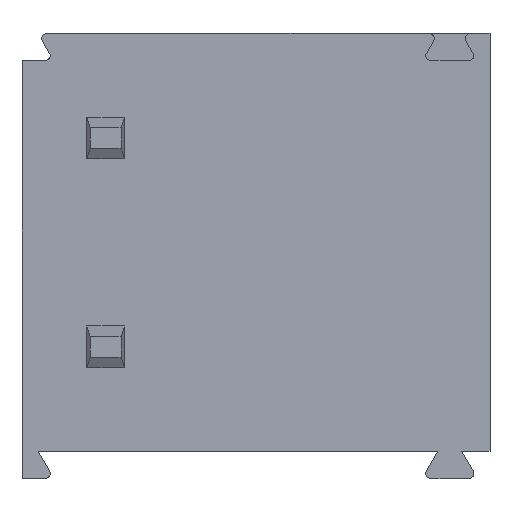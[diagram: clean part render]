
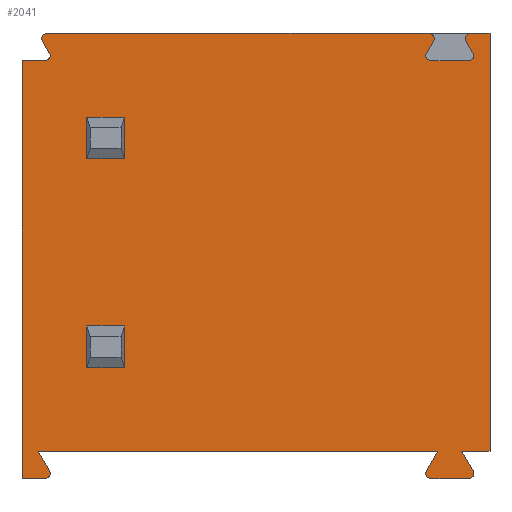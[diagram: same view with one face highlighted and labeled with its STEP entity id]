
A CAD part, front view. The second image highlights one B-rep face of the part: STEP entity #2041.
In plain terms, the highlighted planar face has unit normal (0, -1, 0).
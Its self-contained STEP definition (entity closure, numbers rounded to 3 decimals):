
#14=DIRECTION('',(1.,0.,0.));
#15=VECTOR('',#14,9.564);
#16=CARTESIAN_POINT('',(-5.214,-8.7,-7.5));
#17=LINE('',#16,#15);
#30=DIRECTION('',(1.,0.,0.));
#31=VECTOR('',#30,0.677);
#32=CARTESIAN_POINT('',(4.923,-8.7,-7.5));
#33=LINE('',#32,#31);
#263=DIRECTION('',(0.,0.,1.));
#264=VECTOR('',#263,10.);
#265=CARTESIAN_POINT('',(5.6,-8.7,-7.5));
#266=LINE('',#265,#264);
#283=DIRECTION('',(-0.5,0.,0.866));
#284=VECTOR('',#283,0.543);
#285=CARTESIAN_POINT('',(5.195,-8.7,-7.97));
#286=LINE('',#285,#284);
#287=CARTESIAN_POINT('',(5.091,-8.7,-8.03));
#288=DIRECTION('',(0.,-1.,0.));
#289=DIRECTION('',(0.,0.,-1.));
#290=AXIS2_PLACEMENT_3D('',#287,#288,#289);
#292=DIRECTION('',(1.,0.,0.));
#293=VECTOR('',#292,0.908);
#294=CARTESIAN_POINT('',(4.183,-8.7,-8.15));
#295=LINE('',#294,#293);
#296=CARTESIAN_POINT('',(4.183,-8.7,-8.03));
#297=DIRECTION('',(0.,-1.,0.));
#298=DIRECTION('',(-0.866,0.,0.5));
#299=AXIS2_PLACEMENT_3D('',#296,#297,#298);
#301=DIRECTION('',(-0.5,0.,-0.866));
#302=VECTOR('',#301,0.543);
#303=CARTESIAN_POINT('',(4.35,-8.7,-7.5));
#304=LINE('',#303,#302);
#305=DIRECTION('',(-0.5,0.,0.866));
#306=VECTOR('',#305,0.543);
#307=CARTESIAN_POINT('',(-4.942,-8.7,-7.97));
#308=LINE('',#307,#306);
#309=CARTESIAN_POINT('',(-5.046,-8.7,-8.03));
#310=DIRECTION('',(0.,-1.,0.));
#311=DIRECTION('',(0.,0.,-1.));
#312=AXIS2_PLACEMENT_3D('',#309,#310,#311);
#314=DIRECTION('',(1.,0.,0.));
#315=VECTOR('',#314,0.554);
#316=CARTESIAN_POINT('',(-5.6,-8.7,-8.15));
#317=LINE('',#316,#315);
#318=DIRECTION('',(1.,0.,0.));
#319=VECTOR('',#318,0.554);
#320=CARTESIAN_POINT('',(-5.6,-8.7,1.85));
#321=LINE('',#320,#319);
#322=CARTESIAN_POINT('',(-5.046,-8.7,1.97));
#323=DIRECTION('',(0.,-1.,0.));
#324=DIRECTION('',(0.,0.,-1.));
#325=AXIS2_PLACEMENT_3D('',#322,#323,#324);
#327=DIRECTION('',(-0.5,0.,0.866));
#328=VECTOR('',#327,0.335);
#329=CARTESIAN_POINT('',(-4.942,-8.7,2.03));
#330=LINE('',#329,#328);
#331=CARTESIAN_POINT('',(-5.006,-8.7,2.38));
#332=DIRECTION('',(0.,-1.,0.));
#333=DIRECTION('',(0.,0.,1.));
#334=AXIS2_PLACEMENT_3D('',#331,#332,#333);
#336=CARTESIAN_POINT('',(4.142,-8.7,2.38));
#337=DIRECTION('',(0.,-1.,0.));
#338=DIRECTION('',(0.866,0.,-0.5));
#339=AXIS2_PLACEMENT_3D('',#336,#337,#338);
#341=DIRECTION('',(-0.5,0.,-0.866));
#342=VECTOR('',#341,0.335);
#343=CARTESIAN_POINT('',(4.246,-8.7,2.32));
#344=LINE('',#343,#342);
#345=CARTESIAN_POINT('',(4.183,-8.7,1.97));
#346=DIRECTION('',(0.,-1.,0.));
#347=DIRECTION('',(-0.866,0.,0.5));
#348=AXIS2_PLACEMENT_3D('',#345,#346,#347);
#350=DIRECTION('',(1.,0.,0.));
#351=VECTOR('',#350,0.908);
#352=CARTESIAN_POINT('',(4.183,-8.7,1.85));
#353=LINE('',#352,#351);
#354=CARTESIAN_POINT('',(5.091,-8.7,1.97));
#355=DIRECTION('',(0.,-1.,0.));
#356=DIRECTION('',(0.,0.,-1.));
#357=AXIS2_PLACEMENT_3D('',#354,#355,#356);
#359=DIRECTION('',(-0.5,0.,0.866));
#360=VECTOR('',#359,0.335);
#361=CARTESIAN_POINT('',(5.195,-8.7,2.03));
#362=LINE('',#361,#360);
#363=CARTESIAN_POINT('',(5.131,-8.7,2.38));
#364=DIRECTION('',(0.,-1.,0.));
#365=DIRECTION('',(0.,0.,1.));
#366=AXIS2_PLACEMENT_3D('',#363,#364,#365);
#368=DIRECTION('',(1.,0.,0.));
#369=VECTOR('',#368,0.9);
#370=CARTESIAN_POINT('',(-4.05,-8.7,-0.5));
#371=LINE('',#370,#369);
#372=DIRECTION('',(0.,0.,1.));
#373=VECTOR('',#372,1.);
#374=CARTESIAN_POINT('',(-3.15,-8.7,-0.5));
#375=LINE('',#374,#373);
#376=DIRECTION('',(1.,0.,0.));
#377=VECTOR('',#376,0.9);
#378=CARTESIAN_POINT('',(-4.05,-8.7,0.5));
#379=LINE('',#378,#377);
#380=DIRECTION('',(0.,0.,1.));
#381=VECTOR('',#380,1.);
#382=CARTESIAN_POINT('',(-4.05,-8.7,-0.5));
#383=LINE('',#382,#381);
#384=DIRECTION('',(1.,0.,0.));
#385=VECTOR('',#384,0.9);
#386=CARTESIAN_POINT('',(-4.05,-8.7,-5.5));
#387=LINE('',#386,#385);
#388=DIRECTION('',(0.,0.,1.));
#389=VECTOR('',#388,1.);
#390=CARTESIAN_POINT('',(-3.15,-8.7,-5.5));
#391=LINE('',#390,#389);
#392=DIRECTION('',(1.,0.,0.));
#393=VECTOR('',#392,0.9);
#394=CARTESIAN_POINT('',(-4.05,-8.7,-4.5));
#395=LINE('',#394,#393);
#396=DIRECTION('',(0.,0.,1.));
#397=VECTOR('',#396,1.);
#398=CARTESIAN_POINT('',(-4.05,-8.7,-5.5));
#399=LINE('',#398,#397);
#454=DIRECTION('',(0.,0.,-1.));
#455=VECTOR('',#454,10.);
#456=CARTESIAN_POINT('',(-5.6,-8.7,1.85));
#457=LINE('',#456,#455);
#478=DIRECTION('',(1.,0.,0.));
#479=VECTOR('',#478,9.148);
#480=CARTESIAN_POINT('',(-5.006,-8.7,2.5));
#481=LINE('',#480,#479);
#520=DIRECTION('',(1.,0.,0.));
#521=VECTOR('',#520,0.469);
#522=CARTESIAN_POINT('',(5.131,-8.7,2.5));
#523=LINE('',#522,#521);
#1258=CARTESIAN_POINT('',(5.6,-8.7,-7.5));
#1260=VERTEX_POINT('',#1258);
#1276=CARTESIAN_POINT('',(5.6,-8.7,2.5));
#1278=VERTEX_POINT('',#1276);
#1297=CARTESIAN_POINT('',(-5.006,-8.7,2.5));
#1299=VERTEX_POINT('',#1297);
#1300=CARTESIAN_POINT('',(5.131,-8.7,2.5));
#1301=VERTEX_POINT('',#1300);
#1302=CARTESIAN_POINT('',(4.142,-8.7,2.5));
#1303=VERTEX_POINT('',#1302);
#1312=CARTESIAN_POINT('',(-5.6,-8.7,1.85));
#1313=VERTEX_POINT('',#1312);
#1314=CARTESIAN_POINT('',(-5.046,-8.7,1.85));
#1315=CARTESIAN_POINT('',(-4.942,-8.7,2.03));
#1316=VERTEX_POINT('',#1314);
#1317=VERTEX_POINT('',#1315);
#1318=CARTESIAN_POINT('',(-5.11,-8.7,2.32));
#1319=VERTEX_POINT('',#1318);
#1320=CARTESIAN_POINT('',(5.091,-8.7,1.85));
#1321=CARTESIAN_POINT('',(5.195,-8.7,2.03));
#1322=VERTEX_POINT('',#1320);
#1323=VERTEX_POINT('',#1321);
#1324=CARTESIAN_POINT('',(5.027,-8.7,2.32));
#1325=VERTEX_POINT('',#1324);
#1326=CARTESIAN_POINT('',(4.246,-8.7,2.32));
#1327=VERTEX_POINT('',#1326);
#1328=CARTESIAN_POINT('',(4.079,-8.7,2.03));
#1329=VERTEX_POINT('',#1328);
#1330=CARTESIAN_POINT('',(4.183,-8.7,1.85));
#1331=VERTEX_POINT('',#1330);
#1332=CARTESIAN_POINT('',(-5.046,-8.7,-8.15));
#1333=CARTESIAN_POINT('',(-4.942,-8.7,-7.97));
#1334=VERTEX_POINT('',#1332);
#1335=VERTEX_POINT('',#1333);
#1336=CARTESIAN_POINT('',(-5.6,-8.7,-8.15));
#1337=VERTEX_POINT('',#1336);
#1338=CARTESIAN_POINT('',(4.079,-8.7,-7.97));
#1339=CARTESIAN_POINT('',(4.183,-8.7,-8.15));
#1340=VERTEX_POINT('',#1338);
#1341=VERTEX_POINT('',#1339);
#1342=CARTESIAN_POINT('',(5.091,-8.7,-8.15));
#1343=VERTEX_POINT('',#1342);
#1344=CARTESIAN_POINT('',(5.195,-8.7,-7.97));
#1345=VERTEX_POINT('',#1344);
#1358=CARTESIAN_POINT('',(4.923,-8.7,-7.5));
#1359=VERTEX_POINT('',#1358);
#1360=CARTESIAN_POINT('',(4.35,-8.7,-7.5));
#1361=VERTEX_POINT('',#1360);
#1362=CARTESIAN_POINT('',(-5.214,-8.7,-7.5));
#1363=VERTEX_POINT('',#1362);
#1524=CARTESIAN_POINT('',(-4.05,-8.7,-0.5));
#1525=CARTESIAN_POINT('',(-3.15,-8.7,-0.5));
#1526=VERTEX_POINT('',#1524);
#1527=VERTEX_POINT('',#1525);
#1528=CARTESIAN_POINT('',(-4.05,-8.7,0.5));
#1529=CARTESIAN_POINT('',(-3.15,-8.7,0.5));
#1530=VERTEX_POINT('',#1528);
#1531=VERTEX_POINT('',#1529);
#1564=CARTESIAN_POINT('',(-4.05,-8.7,-5.5));
#1565=CARTESIAN_POINT('',(-3.15,-8.7,-5.5));
#1566=VERTEX_POINT('',#1564);
#1567=VERTEX_POINT('',#1565);
#1568=CARTESIAN_POINT('',(-4.05,-8.7,-4.5));
#1569=CARTESIAN_POINT('',(-3.15,-8.7,-4.5));
#1570=VERTEX_POINT('',#1568);
#1571=VERTEX_POINT('',#1569);
#1968=CARTESIAN_POINT('',(-5.6,-8.7,-7.5));
#1969=DIRECTION('',(0.,-1.,0.));
#1970=DIRECTION('',(1.,0.,0.));
#1971=AXIS2_PLACEMENT_3D('',#1968,#1969,#1970);
#1972=PLANE('',#1971);
#1973=ORIENTED_EDGE('',*,*,#1627,.F.);
#1975=ORIENTED_EDGE('',*,*,#1974,.F.);
#1977=ORIENTED_EDGE('',*,*,#1976,.F.);
#1979=ORIENTED_EDGE('',*,*,#1978,.F.);
#1981=ORIENTED_EDGE('',*,*,#1980,.F.);
#1983=ORIENTED_EDGE('',*,*,#1982,.F.);
#1984=ORIENTED_EDGE('',*,*,#1619,.F.);
#1985=ORIENTED_EDGE('',*,*,#1660,.F.);
#1987=ORIENTED_EDGE('',*,*,#1986,.F.);
#1989=ORIENTED_EDGE('',*,*,#1988,.F.);
#1991=ORIENTED_EDGE('',*,*,#1990,.F.);
#1993=ORIENTED_EDGE('',*,*,#1992,.T.);
#1995=ORIENTED_EDGE('',*,*,#1994,.T.);
#1997=ORIENTED_EDGE('',*,*,#1996,.T.);
#1999=ORIENTED_EDGE('',*,*,#1998,.F.);
#2001=ORIENTED_EDGE('',*,*,#2000,.T.);
#2003=ORIENTED_EDGE('',*,*,#2002,.F.);
#2005=ORIENTED_EDGE('',*,*,#2004,.T.);
#2007=ORIENTED_EDGE('',*,*,#2006,.T.);
#2009=ORIENTED_EDGE('',*,*,#2008,.T.);
#2011=ORIENTED_EDGE('',*,*,#2010,.T.);
#2013=ORIENTED_EDGE('',*,*,#2012,.T.);
#2015=ORIENTED_EDGE('',*,*,#2014,.F.);
#2017=ORIENTED_EDGE('',*,*,#2016,.T.);
#2018=ORIENTED_EDGE('',*,*,#1940,.F.);
#2019=EDGE_LOOP('',(#1973,#1975,#1977,#1979,#1981,#1983,#1984,#1985,#1987,#1989,
#1991,#1993,#1995,#1997,#1999,#2001,#2003,#2005,#2007,#2009,#2011,#2013,#2015,
#2017,#2018));
#2020=FACE_OUTER_BOUND('',#2019,.F.);
#2022=ORIENTED_EDGE('',*,*,#2021,.T.);
#2024=ORIENTED_EDGE('',*,*,#2023,.T.);
#2026=ORIENTED_EDGE('',*,*,#2025,.F.);
#2028=ORIENTED_EDGE('',*,*,#2027,.F.);
#2029=EDGE_LOOP('',(#2022,#2024,#2026,#2028));
#2030=FACE_BOUND('',#2029,.F.);
#2032=ORIENTED_EDGE('',*,*,#2031,.T.);
#2034=ORIENTED_EDGE('',*,*,#2033,.T.);
#2036=ORIENTED_EDGE('',*,*,#2035,.F.);
#2038=ORIENTED_EDGE('',*,*,#2037,.F.);
#2039=EDGE_LOOP('',(#2032,#2034,#2036,#2038));
#2040=FACE_BOUND('',#2039,.F.);
#291=CIRCLE('',#290,0.12);
#300=CIRCLE('',#299,0.12);
#313=CIRCLE('',#312,0.12);
#326=CIRCLE('',#325,0.12);
#335=CIRCLE('',#334,0.12);
#340=CIRCLE('',#339,0.12);
#349=CIRCLE('',#348,0.12);
#358=CIRCLE('',#357,0.12);
#367=CIRCLE('',#366,0.12);
#1619=EDGE_CURVE('',#1363,#1361,#17,.T.);
#1627=EDGE_CURVE('',#1359,#1260,#33,.T.);
#1660=EDGE_CURVE('',#1335,#1363,#308,.T.);
#1940=EDGE_CURVE('',#1260,#1278,#266,.T.);
#1974=EDGE_CURVE('',#1345,#1359,#286,.T.);
#1976=EDGE_CURVE('',#1343,#1345,#291,.T.);
#1978=EDGE_CURVE('',#1341,#1343,#295,.T.);
#1980=EDGE_CURVE('',#1340,#1341,#300,.T.);
#1982=EDGE_CURVE('',#1361,#1340,#304,.T.);
#1986=EDGE_CURVE('',#1334,#1335,#313,.T.);
#1988=EDGE_CURVE('',#1337,#1334,#317,.T.);
#1990=EDGE_CURVE('',#1313,#1337,#457,.T.);
#1992=EDGE_CURVE('',#1313,#1316,#321,.T.);
#1994=EDGE_CURVE('',#1316,#1317,#326,.T.);
#1996=EDGE_CURVE('',#1317,#1319,#330,.T.);
#1998=EDGE_CURVE('',#1299,#1319,#335,.T.);
#2000=EDGE_CURVE('',#1299,#1303,#481,.T.);
#2002=EDGE_CURVE('',#1327,#1303,#340,.T.);
#2004=EDGE_CURVE('',#1327,#1329,#344,.T.);
#2006=EDGE_CURVE('',#1329,#1331,#349,.T.);
#2008=EDGE_CURVE('',#1331,#1322,#353,.T.);
#2010=EDGE_CURVE('',#1322,#1323,#358,.T.);
#2012=EDGE_CURVE('',#1323,#1325,#362,.T.);
#2014=EDGE_CURVE('',#1301,#1325,#367,.T.);
#2016=EDGE_CURVE('',#1301,#1278,#523,.T.);
#2021=EDGE_CURVE('',#1526,#1527,#371,.T.);
#2023=EDGE_CURVE('',#1527,#1531,#375,.T.);
#2025=EDGE_CURVE('',#1530,#1531,#379,.T.);
#2027=EDGE_CURVE('',#1526,#1530,#383,.T.);
#2031=EDGE_CURVE('',#1566,#1567,#387,.T.);
#2033=EDGE_CURVE('',#1567,#1571,#391,.T.);
#2035=EDGE_CURVE('',#1570,#1571,#395,.T.);
#2037=EDGE_CURVE('',#1566,#1570,#399,.T.);
#2041=ADVANCED_FACE('',(#2020,#2030,#2040),#1972,.T.);
